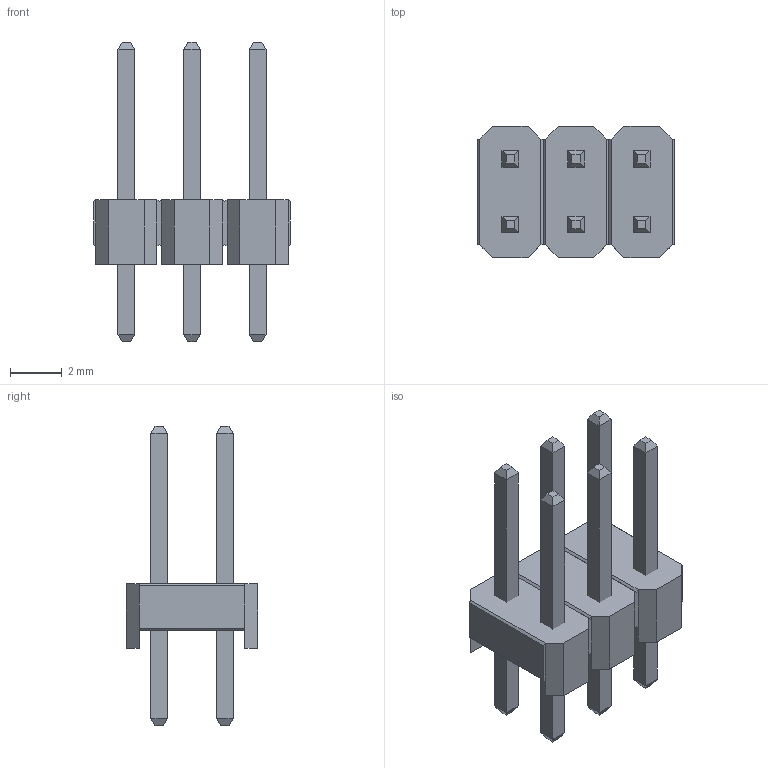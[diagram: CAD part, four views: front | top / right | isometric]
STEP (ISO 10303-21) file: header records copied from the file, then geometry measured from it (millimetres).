
FILE_DESCRIPTION(('STEP AP214'), '1');
FILE_NAME('DS1021-2x5SF11', '', ('UNSPECIFIED'), ('UNSPECIFIED'), 'ASCON STEP Converter 1.3', 'ASCON Math Kernel', '');
FILE_SCHEMA(('AUTOMOTIVE_DESIGN { 1 0 10303 214 3 1 1}'));
Length unit declared in the file: millimetre
Bounding box: 7.62 x 5.08 x 11.6 mm (x, y, z)
Volume: 98.6 mm3; surface area: 323 mm2
Topology: 7 solids, 7 shells, 142 faces, 300 edges, 172 vertices
Faces by surface type: plane 142
Entity records: 4828 total; most frequent: CARTESIAN_POINT 615, ORIENTED_EDGE 600, DIRECTION 586, EDGE_CURVE 300, LINE 300, VECTOR 300, VERTEX_POINT 172, COLOUR_RGB 149
